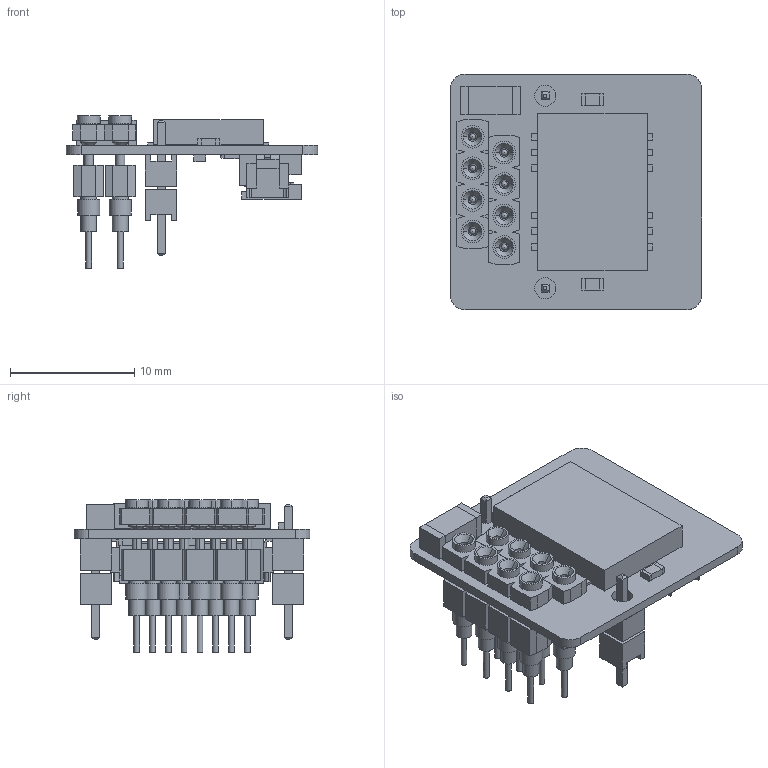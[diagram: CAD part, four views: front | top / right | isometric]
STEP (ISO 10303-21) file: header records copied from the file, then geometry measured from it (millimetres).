
FILE_DESCRIPTION(('Open CASCADE Model'),'2;1');
FILE_NAME('Open CASCADE Shape Model','2016-09-09T11:58:17',('Author'),( 'Open CASCADE'),'Open CASCADE STEP processor 6.8','Open CASCADE 6.8' ,'Unknown');
FILE_SCHEMA(('AUTOMOTIVE_DESIGN { 1 0 10303 214 1 1 1 1 }'));
Length unit declared in the file: millimetre
Products named in the file (37): PCB; Board; C1; 800273920; Extruded; 800274056; H1; SL-104-T-12_2_14; L1; 1115125304; 1115125576; R1; 1050760344; 1050760208; R2; 800272560; 800272288; R3; R4; J1; DF13-8P-1.25H; Ü*; Free-Models; DW-01-07-G-S-210_2_14; _ZW-01-07-G-S-210-110_bottom_body; _ZW-01-07-G-S-210-110_pins; _ZW-01-07-G-S-210-110_top_body; BBS-104-G-A; _BBS-104-G-A_socket; _BBS-104-G-A_pins
Assembly tree (56 placements, depth 4):
  PCB
    Board
    C1
      800273920  x2
        Extruded
      800274056
        Extruded
    H1
      SL-104-T-12_2_14  x2
    L1
      1115125304
        Extruded
      1115125576  x6
        Extruded
    R1
      1050760344
        Extruded
      1050760208  x2
        Extruded
    R2
      800272560
        Extruded
      800272288  x2
        Extruded
    R3
      800272560
        Extruded
      800272288  x2
        Extruded
    R4
      1050760344
        Extruded
      1050760208  x2
        Extruded
    J1
      DF13-8P-1.25H
  Ü*
    Free-Models
      DW-01-07-G-S-210_2_14  x2
        _ZW-01-07-G-S-210-110_bottom_body
        _ZW-01-07-G-S-210-110_pins
        _ZW-01-07-G-S-210-110_top_body
      BBS-104-G-A  x2
        _BBS-104-G-A_socket
        _BBS-104-G-A_pins
Bounding box: 20.25 x 19 x 12.26 mm (x, y, z)
Volume: 958.2 mm3; surface area: 3017.5 mm2
Topology: 50 solids, 50 shells, 1124 faces, 2710 edges, 1726 vertices
Faces by surface type: plane 772, cylinder 236, cone 100, sphere 16
Full cylindrical faces by diameter (mm): 0.457 x16, 0.9 x2, 0.914 x8, 1.27 x24, 1.7 x2, 1.778 x8
Entity records: 63815 total; most frequent: CARTESIAN_POINT 24824, DIRECTION 6615, LINE 4226, VECTOR 4226, ORIENTED_EDGE 3680, PCURVE 3680, DEFINITIONAL_REPRESENTATION 3680, EDGE_CURVE 1840
